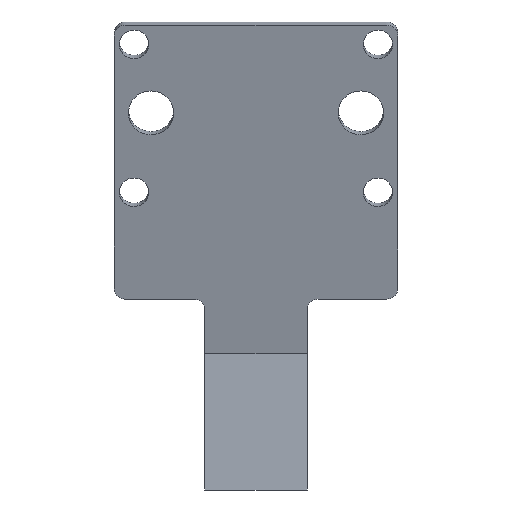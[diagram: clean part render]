
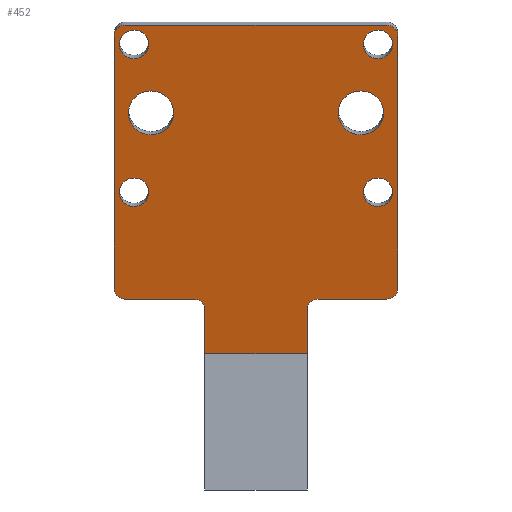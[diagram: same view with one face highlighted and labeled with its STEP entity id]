
A CAD part, left-side view. The second image highlights one B-rep face of the part: STEP entity #452.
In plain terms, the highlighted planar face has unit normal (-0.966, 0, -0.259).
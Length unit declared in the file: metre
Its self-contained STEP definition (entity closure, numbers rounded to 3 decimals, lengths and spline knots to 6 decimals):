
#34=ELLIPSE('',#502,0.0013,0.0013);
#35=ELLIPSE('',#503,0.002,0.002);
#36=ELLIPSE('',#504,0.002,0.002);
#37=ELLIPSE('',#505,0.0013,0.0013);
#38=ELLIPSE('',#506,0.0013,0.0013);
#39=ELLIPSE('',#507,0.0013,0.0013);
#40=ELLIPSE('',#509,0.001,0.001);
#41=ELLIPSE('',#510,0.001,0.001);
#42=ELLIPSE('',#511,0.001,0.001);
#43=ELLIPSE('',#512,0.001,0.001);
#54=CIRCLE('',#508,0.001);
#55=CIRCLE('',#513,0.001);
#90=ORIENTED_EDGE('',*,*,#206,.T.);
#91=ORIENTED_EDGE('',*,*,#207,.T.);
#92=ORIENTED_EDGE('',*,*,#208,.T.);
#93=ORIENTED_EDGE('',*,*,#209,.T.);
#94=ORIENTED_EDGE('',*,*,#210,.T.);
#95=ORIENTED_EDGE('',*,*,#211,.T.);
#96=ORIENTED_EDGE('',*,*,#204,.T.);
#97=ORIENTED_EDGE('',*,*,#212,.T.);
#98=ORIENTED_EDGE('',*,*,#213,.F.);
#99=ORIENTED_EDGE('',*,*,#214,.T.);
#100=ORIENTED_EDGE('',*,*,#215,.T.);
#101=ORIENTED_EDGE('',*,*,#216,.T.);
#102=ORIENTED_EDGE('',*,*,#176,.F.);
#103=ORIENTED_EDGE('',*,*,#217,.F.);
#104=ORIENTED_EDGE('',*,*,#218,.T.);
#105=ORIENTED_EDGE('',*,*,#219,.T.);
#106=ORIENTED_EDGE('',*,*,#220,.F.);
#107=ORIENTED_EDGE('',*,*,#221,.T.);
#108=ORIENTED_EDGE('',*,*,#222,.T.);
#109=ORIENTED_EDGE('',*,*,#223,.T.);
#176=EDGE_CURVE('',#236,#237,#280,.T.);
#204=EDGE_CURVE('',#262,#261,#296,.T.);
#206=EDGE_CURVE('',#263,#263,#34,.F.);
#207=EDGE_CURVE('',#264,#264,#35,.F.);
#208=EDGE_CURVE('',#265,#265,#36,.F.);
#209=EDGE_CURVE('',#266,#266,#37,.F.);
#210=EDGE_CURVE('',#267,#267,#38,.F.);
#211=EDGE_CURVE('',#268,#268,#39,.F.);
#212=EDGE_CURVE('',#261,#269,#54,.T.);
#213=EDGE_CURVE('',#270,#269,#298,.T.);
#214=EDGE_CURVE('',#270,#271,#40,.T.);
#215=EDGE_CURVE('',#271,#272,#299,.T.);
#216=EDGE_CURVE('',#272,#237,#41,.F.);
#217=EDGE_CURVE('',#273,#236,#300,.T.);
#218=EDGE_CURVE('',#273,#274,#301,.T.);
#219=EDGE_CURVE('',#274,#275,#42,.F.);
#220=EDGE_CURVE('',#276,#275,#302,.T.);
#221=EDGE_CURVE('',#276,#277,#43,.T.);
#222=EDGE_CURVE('',#277,#278,#303,.T.);
#223=EDGE_CURVE('',#278,#262,#55,.T.);
#236=VERTEX_POINT('',#670);
#237=VERTEX_POINT('',#671);
#261=VERTEX_POINT('',#725);
#262=VERTEX_POINT('',#727);
#263=VERTEX_POINT('',#731);
#264=VERTEX_POINT('',#733);
#265=VERTEX_POINT('',#735);
#266=VERTEX_POINT('',#737);
#267=VERTEX_POINT('',#739);
#268=VERTEX_POINT('',#741);
#269=VERTEX_POINT('',#743);
#270=VERTEX_POINT('',#745);
#271=VERTEX_POINT('',#747);
#272=VERTEX_POINT('',#749);
#273=VERTEX_POINT('',#752);
#274=VERTEX_POINT('',#754);
#275=VERTEX_POINT('',#756);
#276=VERTEX_POINT('',#758);
#277=VERTEX_POINT('',#760);
#278=VERTEX_POINT('',#762);
#280=LINE('',#669,#316);
#296=LINE('',#726,#332);
#298=LINE('',#744,#334);
#299=LINE('',#748,#335);
#300=LINE('',#751,#336);
#301=LINE('',#753,#337);
#302=LINE('',#757,#338);
#303=LINE('',#761,#339);
#316=VECTOR('',#537,1.);
#332=VECTOR('',#583,1.);
#334=VECTOR('',#601,1.);
#335=VECTOR('',#604,1.);
#336=VECTOR('',#607,1.);
#337=VECTOR('',#608,1.);
#338=VECTOR('',#611,1.);
#339=VECTOR('',#614,1.);
#362=EDGE_LOOP('',(#90));
#363=EDGE_LOOP('',(#91));
#364=EDGE_LOOP('',(#92));
#365=EDGE_LOOP('',(#93));
#366=EDGE_LOOP('',(#94));
#367=EDGE_LOOP('',(#95));
#368=EDGE_LOOP('',(#96,#97,#98,#99,#100,#101,#102,#103,#104,#105,#106,#107,
#108,#109));
#404=FACE_BOUND('',#362,.T.);
#405=FACE_BOUND('',#363,.T.);
#406=FACE_BOUND('',#364,.T.);
#407=FACE_BOUND('',#365,.T.);
#408=FACE_BOUND('',#366,.T.);
#409=FACE_BOUND('',#367,.T.);
#410=FACE_BOUND('',#368,.T.);
#440=PLANE('',#501);
#452=ADVANCED_FACE('',(#404,#405,#406,#407,#408,#409,#410),#440,.T.);
#501=AXIS2_PLACEMENT_3D('',#729,#585,#586);
#502=AXIS2_PLACEMENT_3D('',#730,#587,#588);
#503=AXIS2_PLACEMENT_3D('',#732,#589,#590);
#504=AXIS2_PLACEMENT_3D('',#734,#591,#592);
#505=AXIS2_PLACEMENT_3D('',#736,#593,#594);
#506=AXIS2_PLACEMENT_3D('',#738,#595,#596);
#507=AXIS2_PLACEMENT_3D('',#740,#597,#598);
#508=AXIS2_PLACEMENT_3D('',#742,#599,#600);
#509=AXIS2_PLACEMENT_3D('',#746,#602,#603);
#510=AXIS2_PLACEMENT_3D('',#750,#605,#606);
#511=AXIS2_PLACEMENT_3D('',#755,#609,#610);
#512=AXIS2_PLACEMENT_3D('',#759,#612,#613);
#513=AXIS2_PLACEMENT_3D('',#763,#615,#616);
#537=DIRECTION('',(-0.259,0.,0.966));
#583=DIRECTION('',(0.,1.,0.));
#585=DIRECTION('',(-0.966,0.,-0.259));
#586=DIRECTION('',(-0.259,0.,0.966));
#587=DIRECTION('',(-0.966,0.,-0.259));
#588=DIRECTION('',(0.259,0.,-0.966));
#589=DIRECTION('',(-0.966,0.,-0.259));
#590=DIRECTION('',(0.259,0.,-0.966));
#591=DIRECTION('',(-0.966,0.,-0.259));
#592=DIRECTION('',(0.259,0.,-0.966));
#593=DIRECTION('',(-0.966,0.,-0.259));
#594=DIRECTION('',(0.259,0.,-0.966));
#595=DIRECTION('',(-0.966,0.,-0.259));
#596=DIRECTION('',(0.259,0.,-0.966));
#597=DIRECTION('',(-0.966,0.,-0.259));
#598=DIRECTION('',(0.259,0.,-0.966));
#599=DIRECTION('',(-0.966,0.,-0.259));
#600=DIRECTION('',(-0.259,0.,0.966));
#601=DIRECTION('',(-0.259,0.,0.966));
#602=DIRECTION('',(-0.966,0.,-0.259));
#603=DIRECTION('',(0.259,0.,-0.966));
#604=DIRECTION('',(0.,-1.,0.));
#605=DIRECTION('',(-0.966,0.,-0.259));
#606=DIRECTION('',(0.259,0.,-0.966));
#607=DIRECTION('',(0.,1.,0.));
#608=DIRECTION('',(-0.259,0.,0.966));
#609=DIRECTION('',(-0.966,0.,-0.259));
#610=DIRECTION('',(0.259,0.,-0.966));
#611=DIRECTION('',(0.,1.,0.));
#612=DIRECTION('',(-0.966,0.,-0.259));
#613=DIRECTION('',(-0.259,0.,0.966));
#614=DIRECTION('',(-0.259,0.,0.966));
#615=DIRECTION('',(-0.966,0.,-0.259));
#616=DIRECTION('',(-0.259,0.,0.966));
#669=CARTESIAN_POINT('',(-0.003882,0.,0.026489));
#670=CARTESIAN_POINT('',(0.,0.,0.012));
#671=CARTESIAN_POINT('',(-0.001035,0.,0.015864));
#725=CARTESIAN_POINT('',(-0.007765,0.007,0.040978));
#726=CARTESIAN_POINT('',(-0.007765,-0.009,0.040978));
#727=CARTESIAN_POINT('',(-0.007765,-0.016,0.040978));
#729=CARTESIAN_POINT('',(-0.003882,-0.009,0.026489));
#730=CARTESIAN_POINT('',(-0.003818,-0.01525,0.026249));
#731=CARTESIAN_POINT('',(-0.003481,-0.01525,0.024993));
#732=CARTESIAN_POINT('',(-0.005694,0.00475,0.033252));
#733=CARTESIAN_POINT('',(-0.005177,0.00475,0.03132));
#734=CARTESIAN_POINT('',(-0.005694,-0.01375,0.033252));
#735=CARTESIAN_POINT('',(-0.005177,-0.01375,0.03132));
#736=CARTESIAN_POINT('',(-0.007312,0.00625,0.039289));
#737=CARTESIAN_POINT('',(-0.006976,0.00625,0.038033));
#738=CARTESIAN_POINT('',(-0.003818,0.00625,0.026249));
#739=CARTESIAN_POINT('',(-0.003481,0.00625,0.024993));
#740=CARTESIAN_POINT('',(-0.007312,-0.01525,0.039289));
#741=CARTESIAN_POINT('',(-0.006976,-0.01525,0.038033));
#742=CARTESIAN_POINT('',(-0.007506,0.007,0.040012));
#743=CARTESIAN_POINT('',(-0.007506,0.008,0.040012));
#744=CARTESIAN_POINT('',(-0.003882,0.008,0.026489));
#745=CARTESIAN_POINT('',(-0.001553,0.008,0.017796));
#746=CARTESIAN_POINT('',(-0.001553,0.007,0.017796));
#747=CARTESIAN_POINT('',(-0.001294,0.007,0.01683));
#748=CARTESIAN_POINT('',(-0.001294,0.008,0.01683));
#749=CARTESIAN_POINT('',(-0.001294,0.001,0.01683));
#750=CARTESIAN_POINT('',(-0.001035,0.001,0.015864));
#751=CARTESIAN_POINT('',(0.,-0.009,0.012));
#752=CARTESIAN_POINT('',(0.,-0.009,0.012));
#753=CARTESIAN_POINT('',(-0.003882,-0.009,0.026489));
#754=CARTESIAN_POINT('',(-0.001036,-0.009,0.015865));
#755=CARTESIAN_POINT('',(-0.001036,-0.01,0.015865));
#756=CARTESIAN_POINT('',(-0.001294,-0.01,0.016831));
#757=CARTESIAN_POINT('',(-0.001294,-0.017,0.016831));
#758=CARTESIAN_POINT('',(-0.001294,-0.016,0.016831));
#759=CARTESIAN_POINT('',(-0.001553,-0.016,0.017797));
#760=CARTESIAN_POINT('',(-0.001553,-0.017,0.017797));
#761=CARTESIAN_POINT('',(-0.003882,-0.017,0.026489));
#762=CARTESIAN_POINT('',(-0.007506,-0.017,0.040012));
#763=CARTESIAN_POINT('',(-0.007506,-0.016,0.040012));
